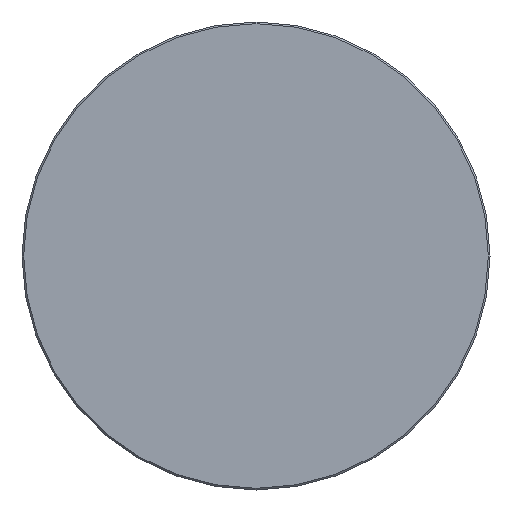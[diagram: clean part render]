
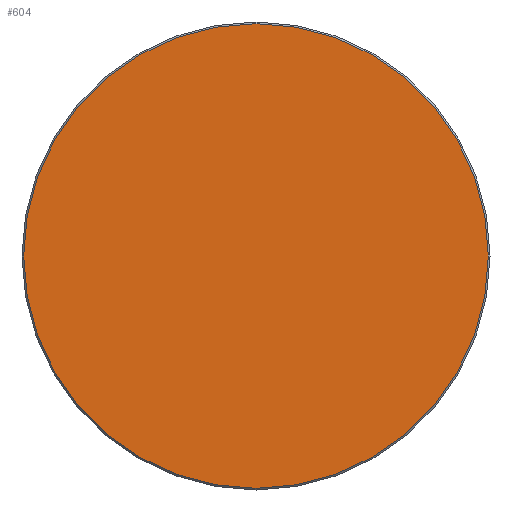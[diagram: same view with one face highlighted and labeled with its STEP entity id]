
A CAD part, left-side view. The second image highlights one B-rep face of the part: STEP entity #604.
In plain terms, the highlighted planar face has unit normal (-1, 0, 0).
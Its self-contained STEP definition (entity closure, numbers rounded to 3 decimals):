
#39 = EDGE_CURVE ( 'NONE', #536, #606, #385, .T. ) ;
#103 = FACE_OUTER_BOUND ( 'NONE', #702, .T. ) ;
#109 = DIRECTION ( 'NONE',  ( -1., 0., 0. ) ) ;
#135 = CARTESIAN_POINT ( 'NONE',  ( 0., 0., 41.7 ) ) ;
#140 = AXIS2_PLACEMENT_3D ( 'NONE', #535, #231, #472 ) ;
#231 = DIRECTION ( 'NONE',  ( 1., 0., 0. ) ) ;
#234 = DIRECTION ( 'NONE',  ( 0., 0., 1. ) ) ;
#315 = CIRCLE ( 'NONE', #358, 41.7 ) ;
#327 = PLANE ( 'NONE',  #140 ) ;
#358 = AXIS2_PLACEMENT_3D ( 'NONE', #483, #109, #474 ) ;
#385 = CIRCLE ( 'NONE', #816, 41.7 ) ;
#423 = CARTESIAN_POINT ( 'NONE',  ( 0., 0., 0. ) ) ;
#472 = DIRECTION ( 'NONE',  ( 0., 0., -1. ) ) ;
#474 = DIRECTION ( 'NONE',  ( 0., 0., 1. ) ) ;
#483 = CARTESIAN_POINT ( 'NONE',  ( 0., 0., 0. ) ) ;
#490 = ORIENTED_EDGE ( 'NONE', *, *, #39, .T. ) ;
#535 = CARTESIAN_POINT ( 'NONE',  ( 0., 0., 0. ) ) ;
#536 = VERTEX_POINT ( 'NONE', #135 ) ;
#604 = ADVANCED_FACE ( 'NONE', ( #103 ), #327, .F. ) ;
#606 = VERTEX_POINT ( 'NONE', #676 ) ;
#667 = ORIENTED_EDGE ( 'NONE', *, *, #710, .T. ) ;
#676 = CARTESIAN_POINT ( 'NONE',  ( 0., 0., -41.7 ) ) ;
#702 = EDGE_LOOP ( 'NONE', ( #667, #490 ) ) ;
#710 = EDGE_CURVE ( 'NONE', #606, #536, #315, .T. ) ;
#752 = DIRECTION ( 'NONE',  ( -1., 0., 0. ) ) ;
#816 = AXIS2_PLACEMENT_3D ( 'NONE', #423, #752, #234 ) ;
